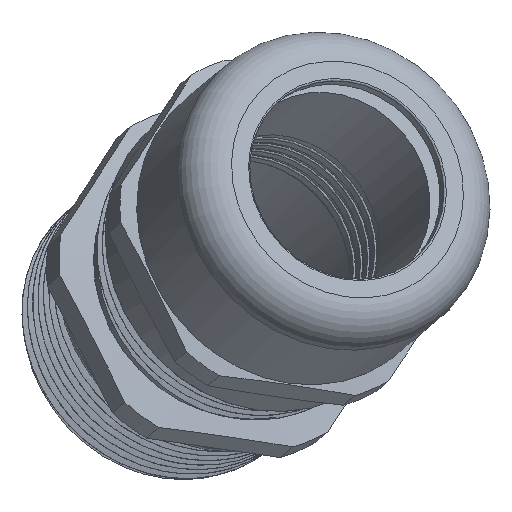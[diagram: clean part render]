
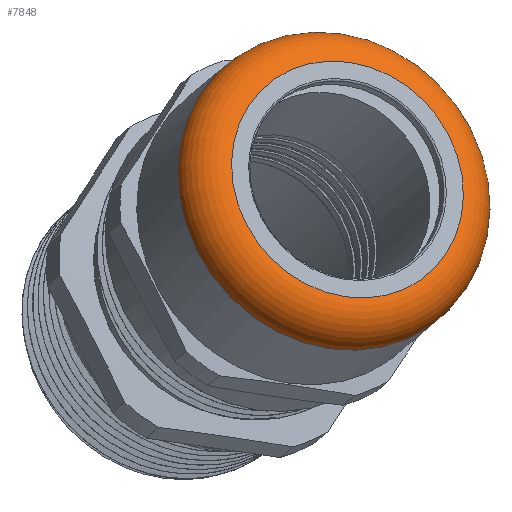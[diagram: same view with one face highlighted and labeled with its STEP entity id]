
A CAD part, left-side view. The second image highlights one B-rep face of the part: STEP entity #7848.
In plain terms, the highlighted toroidal (fillet/blend) face has major radius 12.63 mm and minor radius 4.23 mm.
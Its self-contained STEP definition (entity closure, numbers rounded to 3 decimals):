
#1431=TOROIDAL_SURFACE('',#8397,12.63,4.23);
#1497=FACE_BOUND('',#2151,.T.);
#1679=FACE_OUTER_BOUND('',#2150,.T.);
#2150=EDGE_LOOP('',(#5356));
#2151=EDGE_LOOP('',(#5357));
#2641=CIRCLE('',#8365,12.63);
#2656=CIRCLE('',#8398,16.86);
#3207=VERTEX_POINT('',#13122);
#3234=VERTEX_POINT('',#14021);
#4032=EDGE_CURVE('',#3207,#3207,#2641,.T.);
#4073=EDGE_CURVE('',#3234,#3234,#2656,.T.);
#5356=ORIENTED_EDGE('',*,*,#4073,.F.);
#5357=ORIENTED_EDGE('',*,*,#4032,.T.);
#7848=ADVANCED_FACE('',(#1679,#1497),#1431,.T.);
#8365=AXIS2_PLACEMENT_3D('',#13123,#9324,#9325);
#8397=AXIS2_PLACEMENT_3D('',#14020,#9400,#9401);
#8398=AXIS2_PLACEMENT_3D('',#14022,#9402,#9403);
#9324=DIRECTION('center_axis',(1.,0.,0.));
#9325=DIRECTION('ref_axis',(0.,0.,-1.));
#9400=DIRECTION('center_axis',(1.,0.,0.));
#9401=DIRECTION('ref_axis',(0.,0.,-1.));
#9402=DIRECTION('center_axis',(1.,0.,0.));
#9403=DIRECTION('ref_axis',(0.,0.,-1.));
#13122=CARTESIAN_POINT('',(-24.8,12.63,0.));
#13123=CARTESIAN_POINT('Origin',(-24.8,0.,0.));
#14020=CARTESIAN_POINT('Origin',(-20.57,0.,0.));
#14021=CARTESIAN_POINT('',(-20.57,16.86,0.));
#14022=CARTESIAN_POINT('Origin',(-20.57,0.,0.));
